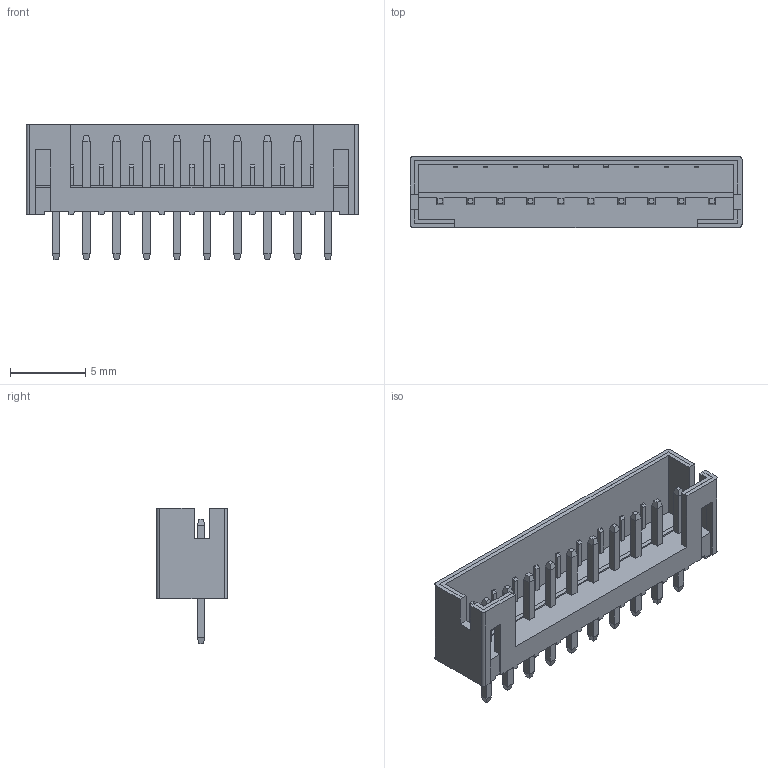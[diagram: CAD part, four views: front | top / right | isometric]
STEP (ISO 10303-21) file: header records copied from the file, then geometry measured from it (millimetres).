
FILE_DESCRIPTION(('FreeCAD Model'),'2;1');
FILE_NAME('Open CASCADE Shape Model','2025-08-26T17:11:56',(''),(''), 'Open CASCADE STEP processor 7.9','FreeCAD','Unknown');
FILE_SCHEMA(('AUTOMOTIVE_DESIGN { 1 0 10303 214 1 1 1 1 }'));
Length unit declared in the file: millimetre
Products named in the file (4): th_header_b10b_ph_a; Body; Array; Body001
Assembly tree (12 placements, depth 3):
  th_header_b10b_ph_a
    Body
    Array
      Body001  x10
Bounding box: 22 x 4.7 x 9 mm (x, y, z)
Volume: 240.5 mm3; surface area: 828.2 mm2
Topology: 11 solids, 11 shells, 332 faces, 912 edges, 588 vertices
Faces by surface type: plane 328, cylinder 4
Entity records: 7353 total; most frequent: CARTESIAN_POINT 1323, ORIENTED_EDGE 1320, DIRECTION 1106, EDGE_CURVE 660, LINE 652, VECTOR 652, VERTEX_POINT 444, AXIS2_PLACEMENT_3D 227
